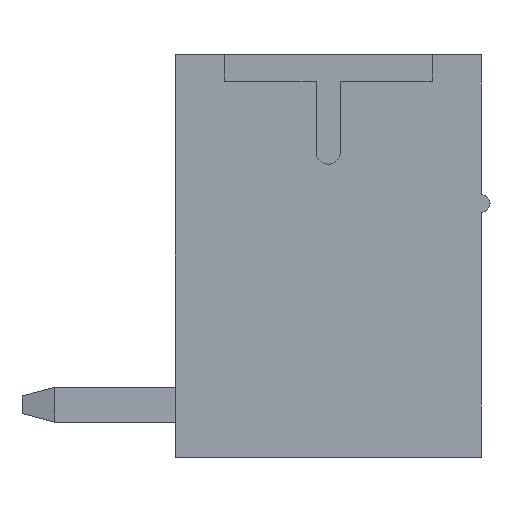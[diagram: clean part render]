
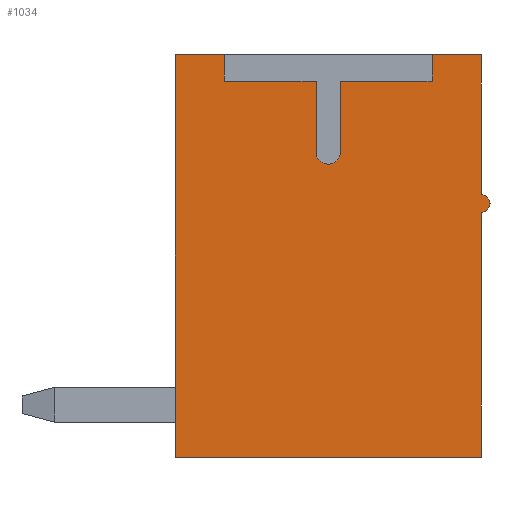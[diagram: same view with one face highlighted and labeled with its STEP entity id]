
A CAD part, left-side view. The second image highlights one B-rep face of the part: STEP entity #1034.
In plain terms, the highlighted planar face has unit normal (-1, 0, 0).
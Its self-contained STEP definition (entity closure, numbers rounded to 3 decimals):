
#1034 = ADVANCED_FACE( '', ( #2751 ), #2752, .F. );
#2751 = FACE_OUTER_BOUND( '', #5300, .T. );
#2752 = PLANE( '', #5301 );
#5300 = EDGE_LOOP( '', ( #7837, #7838, #7839, #7840, #7841, #7842, #7843, #7844, #7845, #7846, #7847, #7848, #7849, #7850 ) );
#5301 = AXIS2_PLACEMENT_3D( '', #7851, #7852, #7853 );
#7837 = ORIENTED_EDGE( '', *, *, #15660, .T. );
#7838 = ORIENTED_EDGE( '', *, *, #15661, .T. );
#7839 = ORIENTED_EDGE( '', *, *, #15662, .T. );
#7840 = ORIENTED_EDGE( '', *, *, #15663, .T. );
#7841 = ORIENTED_EDGE( '', *, *, #15664, .T. );
#7842 = ORIENTED_EDGE( '', *, *, #15665, .T. );
#7843 = ORIENTED_EDGE( '', *, *, #15666, .T. );
#7844 = ORIENTED_EDGE( '', *, *, #15667, .T. );
#7845 = ORIENTED_EDGE( '', *, *, #15668, .T. );
#7846 = ORIENTED_EDGE( '', *, *, #15669, .T. );
#7847 = ORIENTED_EDGE( '', *, *, #15670, .T. );
#7848 = ORIENTED_EDGE( '', *, *, #15671, .T. );
#7849 = ORIENTED_EDGE( '', *, *, #15672, .T. );
#7850 = ORIENTED_EDGE( '', *, *, #15673, .T. );
#7851 = CARTESIAN_POINT( '', ( -34.735, 0., 2.375 ) );
#7852 = DIRECTION( '', ( 1., 0., 0. ) );
#7853 = DIRECTION( '', ( 0., 0., -1. ) );
#15660 = EDGE_CURVE( '', #18756, #18757, #18758, .T. );
#15661 = EDGE_CURVE( '', #18757, #18759, #18760, .T. );
#15662 = EDGE_CURVE( '', #18759, #18761, #18762, .T. );
#15663 = EDGE_CURVE( '', #18761, #18763, #18764, .T. );
#15664 = EDGE_CURVE( '', #18763, #18765, #18766, .T. );
#15665 = EDGE_CURVE( '', #18765, #18767, #18768, .T. );
#15666 = EDGE_CURVE( '', #18767, #18769, #18770, .T. );
#15667 = EDGE_CURVE( '', #18769, #18771, #18772, .T. );
#15668 = EDGE_CURVE( '', #18771, #18773, #18774, .T. );
#15669 = EDGE_CURVE( '', #18773, #18775, #18776, .T. );
#15670 = EDGE_CURVE( '', #18775, #18777, #18778, .T. );
#15671 = EDGE_CURVE( '', #18777, #18779, #18780, .T. );
#15672 = EDGE_CURVE( '', #18779, #18781, #18782, .T. );
#15673 = EDGE_CURVE( '', #18781, #18756, #18783, .F. );
#18756 = VERTEX_POINT( '', #23376 );
#18757 = VERTEX_POINT( '', #23377 );
#18758 = LINE( '', #23378, #23379 );
#18759 = VERTEX_POINT( '', #23380 );
#18760 = LINE( '', #23381, #23382 );
#18761 = VERTEX_POINT( '', #23383 );
#18762 = LINE( '', #23384, #23385 );
#18763 = VERTEX_POINT( '', #23386 );
#18764 = LINE( '', #23387, #23388 );
#18765 = VERTEX_POINT( '', #23389 );
#18766 = LINE( '', #23390, #23391 );
#18767 = VERTEX_POINT( '', #23392 );
#18768 = CIRCLE( '', #23393, 0.275 );
#18769 = VERTEX_POINT( '', #23394 );
#18770 = LINE( '', #23395, #23396 );
#18771 = VERTEX_POINT( '', #23397 );
#18772 = LINE( '', #23398, #23399 );
#18773 = VERTEX_POINT( '', #23400 );
#18774 = LINE( '', #23401, #23402 );
#18775 = VERTEX_POINT( '', #23403 );
#18776 = LINE( '', #23404, #23405 );
#18777 = VERTEX_POINT( '', #23406 );
#18778 = LINE( '', #23407, #23408 );
#18779 = VERTEX_POINT( '', #23409 );
#18780 = LINE( '', #23410, #23411 );
#18781 = VERTEX_POINT( '', #23412 );
#18782 = LINE( '', #23413, #23414 );
#18783 = CIRCLE( '', #23415, 0.2 );
#23376 = CARTESIAN_POINT( '', ( -34.735, -3.5, 1.4 ) );
#23377 = CARTESIAN_POINT( '', ( -34.735, -3.5, 4.6 ) );
#23378 = CARTESIAN_POINT( '', ( -34.735, -3.5, 1.4 ) );
#23379 = VECTOR( '', #30142, 1000. );
#23380 = CARTESIAN_POINT( '', ( -34.735, -2.375, 4.6 ) );
#23381 = CARTESIAN_POINT( '', ( -34.735, -3.871, 4.6 ) );
#23382 = VECTOR( '', #30143, 1000. );
#23383 = CARTESIAN_POINT( '', ( -34.735, -2.375, 4. ) );
#23384 = CARTESIAN_POINT( '', ( -34.735, -2.375, 4.6 ) );
#23385 = VECTOR( '', #30144, 1000. );
#23386 = CARTESIAN_POINT( '', ( -34.735, -0.275, 4. ) );
#23387 = CARTESIAN_POINT( '', ( -34.735, -2.375, 4. ) );
#23388 = VECTOR( '', #30145, 1000. );
#23389 = CARTESIAN_POINT( '', ( -34.735, -0.275, 2.375 ) );
#23390 = CARTESIAN_POINT( '', ( -34.735, -0.275, 4. ) );
#23391 = VECTOR( '', #30146, 1000. );
#23392 = CARTESIAN_POINT( '', ( -34.735, 0.275, 2.375 ) );
#23393 = AXIS2_PLACEMENT_3D( '', #30147, #30148, #30149 );
#23394 = CARTESIAN_POINT( '', ( -34.735, 0.275, 4. ) );
#23395 = CARTESIAN_POINT( '', ( -34.735, 0.275, 2.375 ) );
#23396 = VECTOR( '', #30150, 1000. );
#23397 = CARTESIAN_POINT( '', ( -34.735, 2.375, 4. ) );
#23398 = CARTESIAN_POINT( '', ( -34.735, 0.275, 4. ) );
#23399 = VECTOR( '', #30151, 1000. );
#23400 = CARTESIAN_POINT( '', ( -34.735, 2.375, 4.6 ) );
#23401 = CARTESIAN_POINT( '', ( -34.735, 2.375, 4. ) );
#23402 = VECTOR( '', #30152, 1000. );
#23403 = CARTESIAN_POINT( '', ( -34.735, 3.5, 4.6 ) );
#23404 = CARTESIAN_POINT( '', ( -34.735, 2.375, 4.6 ) );
#23405 = VECTOR( '', #30153, 1000. );
#23406 = CARTESIAN_POINT( '', ( -34.735, 3.5, -4.6 ) );
#23407 = CARTESIAN_POINT( '', ( -34.735, 3.5, 4.6 ) );
#23408 = VECTOR( '', #30154, 1000. );
#23409 = CARTESIAN_POINT( '', ( -34.735, -3.5, -4.6 ) );
#23410 = CARTESIAN_POINT( '', ( -34.735, 3.5, -4.6 ) );
#23411 = VECTOR( '', #30155, 1000. );
#23412 = CARTESIAN_POINT( '', ( -34.735, -3.5, 1. ) );
#23413 = CARTESIAN_POINT( '', ( -34.735, -3.5, -4.6 ) );
#23414 = VECTOR( '', #30156, 1000. );
#23415 = AXIS2_PLACEMENT_3D( '', #30157, #30158, #30159 );
#30142 = DIRECTION( '', ( 0., 0., 1. ) );
#30143 = DIRECTION( '', ( 0., 1., 0. ) );
#30144 = DIRECTION( '', ( 0., 0., -1. ) );
#30145 = DIRECTION( '', ( 0., 1., 0. ) );
#30146 = DIRECTION( '', ( 0., 0., -1. ) );
#30147 = CARTESIAN_POINT( '', ( -34.735, 0., 2.375 ) );
#30148 = DIRECTION( '', ( 1., 0., 0. ) );
#30149 = DIRECTION( '', ( 0., -1., 0. ) );
#30150 = DIRECTION( '', ( 0., 0., 1. ) );
#30151 = DIRECTION( '', ( 0., 1., 0. ) );
#30152 = DIRECTION( '', ( 0., 0., 1. ) );
#30153 = DIRECTION( '', ( 0., 1., 0. ) );
#30154 = DIRECTION( '', ( 0., 0., -1. ) );
#30155 = DIRECTION( '', ( 0., -1., 0. ) );
#30156 = DIRECTION( '', ( 0., 0., 1. ) );
#30157 = CARTESIAN_POINT( '', ( -34.735, -3.5, 1.2 ) );
#30158 = DIRECTION( '', ( 1., 0., 0. ) );
#30159 = DIRECTION( '', ( 0., 0., -1. ) );
